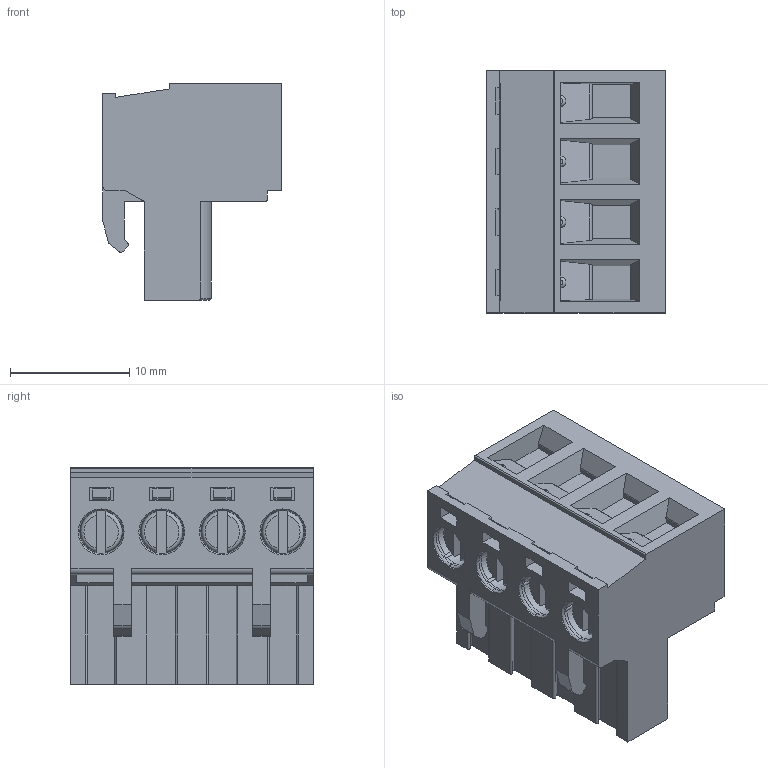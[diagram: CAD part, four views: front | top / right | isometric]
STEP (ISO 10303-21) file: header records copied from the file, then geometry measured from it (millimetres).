
FILE_DESCRIPTION((''),'2;1');
FILE_NAME('04P','2020-06-28T',('Administrator'),(''),'CREO PARAMETRIC BY PTC INC, 2014350','CREO PARAMETRIC BY PTC INC, 2014350','');
FILE_SCHEMA(('CONFIG_CONTROL_DESIGN'));
Length unit declared in the file: millimetre
Products named in the file (1): 04P
Bounding box: 15 x 20.32 x 18.2 mm (x, y, z)
Volume: 3355.1 mm3; surface area: 2528.5 mm2
Topology: 1 solids, 1 shells, 771 faces, 2169 edges, 1431 vertices
Faces by surface type: plane 545, cylinder 146, torus 36, cone 32, bspline 12
Entity records: 29928 total; most frequent: CARTESIAN_POINT 6585, ORIENTED_EDGE 4338, DIRECTION 3962, EDGE_CURVE 2169, VECTOR 1666, LINE 1666, VERTEX_POINT 1431, AXIS2_PLACEMENT_3D 1148
